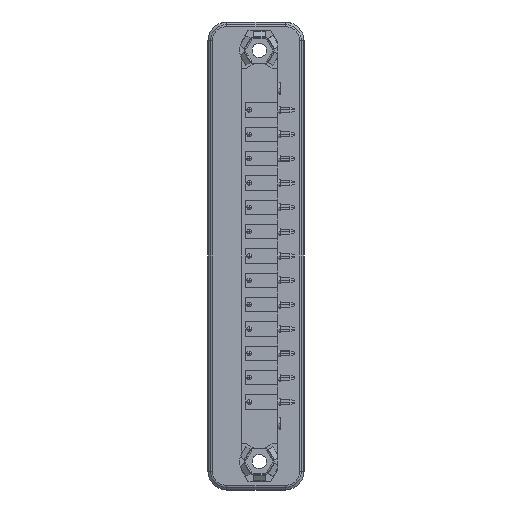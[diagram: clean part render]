
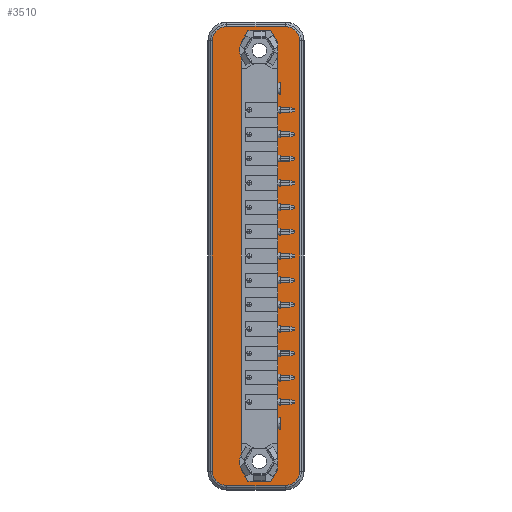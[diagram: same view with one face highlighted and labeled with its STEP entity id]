
A CAD part, left-side view. The second image highlights one B-rep face of the part: STEP entity #3510.
In plain terms, the highlighted planar face has unit normal (-1, 0, 0).
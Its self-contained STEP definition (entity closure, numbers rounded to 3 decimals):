
#3510=ADVANCED_FACE('',(#7282,#7283),#7284,.T.);
#7282=FACE_OUTER_BOUND('',#11267,.T.);
#7283=FACE_BOUND('',#11268,.T.);
#7284=PLANE('',#11269);
#11267=EDGE_LOOP('',(#21183,#21184,#21185,#21186,#21187,#21188,#21189,#21190));
#11268=EDGE_LOOP('',(#21191,#21192,#21193,#21194,#21195,#21196,#21197,#21198,#21199,#21200,#21201,#21202));
#11269=AXIS2_PLACEMENT_3D('',#21203,#21204,#21205);
#21183=ORIENTED_EDGE('',*,*,#24875,.F.);
#21184=ORIENTED_EDGE('',*,*,#26740,.F.);
#21185=ORIENTED_EDGE('',*,*,#24257,.F.);
#21186=ORIENTED_EDGE('',*,*,#25316,.F.);
#21187=ORIENTED_EDGE('',*,*,#25580,.T.);
#21188=ORIENTED_EDGE('',*,*,#26668,.T.);
#21189=ORIENTED_EDGE('',*,*,#23281,.T.);
#21190=ORIENTED_EDGE('',*,*,#26741,.T.);
#21191=ORIENTED_EDGE('',*,*,#26600,.T.);
#21192=ORIENTED_EDGE('',*,*,#23821,.F.);
#21193=ORIENTED_EDGE('',*,*,#23443,.F.);
#21194=ORIENTED_EDGE('',*,*,#26201,.F.);
#21195=ORIENTED_EDGE('',*,*,#26242,.F.);
#21196=ORIENTED_EDGE('',*,*,#23038,.T.);
#21197=ORIENTED_EDGE('',*,*,#26742,.T.);
#21198=ORIENTED_EDGE('',*,*,#24749,.F.);
#21199=ORIENTED_EDGE('',*,*,#26727,.F.);
#21200=ORIENTED_EDGE('',*,*,#23647,.F.);
#21201=ORIENTED_EDGE('',*,*,#25155,.F.);
#21202=ORIENTED_EDGE('',*,*,#23794,.F.);
#21203=CARTESIAN_POINT('',(-1.158,13.348,-70.79));
#21204=DIRECTION('',(-1.0,0.0,0.0));
#21205=DIRECTION('',(0.0,0.0,1.0));
#23038=EDGE_CURVE('',#27386,#27391,#27393,.T.);
#23281=EDGE_CURVE('',#27812,#27813,#27814,.T.);
#23443=EDGE_CURVE('',#28079,#28075,#28081,.T.);
#23647=EDGE_CURVE('',#28424,#28425,#28426,.T.);
#23794=EDGE_CURVE('',#28664,#28665,#28666,.T.);
#23821=EDGE_CURVE('',#28075,#28708,#28710,.T.);
#24257=EDGE_CURVE('',#29391,#29394,#29395,.T.);
#24749=EDGE_CURVE('',#30144,#30145,#30146,.T.);
#24875=EDGE_CURVE('',#30323,#30324,#30325,.T.);
#25155=EDGE_CURVE('',#28665,#28424,#30732,.T.);
#25316=EDGE_CURVE('',#30945,#29391,#30947,.T.);
#25580=EDGE_CURVE('',#30945,#31292,#31294,.T.);
#26201=EDGE_CURVE('',#32034,#28079,#32036,.T.);
#26242=EDGE_CURVE('',#27386,#32034,#32083,.T.);
#26600=EDGE_CURVE('',#28664,#28708,#32480,.T.);
#26668=EDGE_CURVE('',#31292,#27812,#32555,.T.);
#26727=EDGE_CURVE('',#28425,#30144,#32614,.T.);
#26740=EDGE_CURVE('',#29394,#30323,#32627,.T.);
#26741=EDGE_CURVE('',#27813,#30324,#32628,.T.);
#26742=EDGE_CURVE('',#27391,#30145,#32629,.T.);
#27386=VERTEX_POINT('',#33415);
#27391=VERTEX_POINT('',#33421);
#27393=CIRCLE('',#33424,4.1);
#27812=VERTEX_POINT('',#33985);
#27813=VERTEX_POINT('',#33986);
#27814=LINE('',#33987,#33988);
#28075=VERTEX_POINT('',#34445);
#28079=VERTEX_POINT('',#34451);
#28081=LINE('',#34454,#34455);
#28424=VERTEX_POINT('',#34962);
#28425=VERTEX_POINT('',#34963);
#28426=LINE('',#34964,#34965);
#28664=VERTEX_POINT('',#35291);
#28665=VERTEX_POINT('',#35292);
#28666=LINE('',#35293,#35294);
#28708=VERTEX_POINT('',#35349);
#28710=LINE('',#35352,#35353);
#29391=VERTEX_POINT('',#36326);
#29394=VERTEX_POINT('',#36330);
#29395=LINE('',#36331,#36332);
#30144=VERTEX_POINT('',#37344);
#30145=VERTEX_POINT('',#37345);
#30146=CIRCLE('',#37346,4.1);
#30323=VERTEX_POINT('',#37601);
#30324=VERTEX_POINT('',#37602);
#30325=LINE('',#37603,#37604);
#30732=LINE('',#38191,#38192);
#30945=VERTEX_POINT('',#38509);
#30947=CIRCLE('',#38512,3.0);
#31292=VERTEX_POINT('',#39023);
#31294=LINE('',#39026,#39027);
#32034=VERTEX_POINT('',#40124);
#32036=LINE('',#40127,#40128);
#32083=LINE('',#40192,#40193);
#32480=LINE('',#40757,#40758);
#32555=CIRCLE('',#40856,3.0);
#32614=LINE('',#40925,#40926);
#32627=CIRCLE('',#40943,3.0);
#32628=CIRCLE('',#40944,3.0);
#32629=LINE('',#40945,#40946);
#33415=CARTESIAN_POINT('',(-1.158,13.048,-88.314));
#33421=CARTESIAN_POINT('',(-1.158,13.048,-85.236));
#33424=AXIS2_PLACEMENT_3D('',#41534,#41535,#41536);
#33985=CARTESIAN_POINT('',(-1.158,16.048,-91.775));
#33986=CARTESIAN_POINT('',(-1.158,3.848,-91.775));
#33987=CARTESIAN_POINT('',(-1.158,-32.395,-91.775));
#33988=VECTOR('',#41826,1.0);
#34445=CARTESIAN_POINT('',(-1.158,6.863,-90.905));
#34451=CARTESIAN_POINT('',(-1.158,11.632,-90.905));
#34454=CARTESIAN_POINT('',(-1.158,-32.395,-90.905));
#34455=VECTOR('',#42002,1.0);
#34962=CARTESIAN_POINT('',(-1.158,11.632,3.155));
#34963=CARTESIAN_POINT('',(-1.158,13.048,0.703));
#34964=CARTESIAN_POINT('',(-1.158,21.187,-13.395));
#34965=VECTOR('',#42227,1.0);
#35291=CARTESIAN_POINT('',(-1.158,5.378,0.582));
#35292=CARTESIAN_POINT('',(-1.158,6.863,3.155));
#35293=CARTESIAN_POINT('',(-1.158,-2.692,-13.395));
#35294=VECTOR('',#42409,1.0);
#35349=CARTESIAN_POINT('',(-1.158,5.378,-88.332));
#35352=CARTESIAN_POINT('',(-1.158,-5.625,-69.275));
#35353=VECTOR('',#42448,1.0);
#36326=CARTESIAN_POINT('',(-1.158,16.048,4.025));
#36330=CARTESIAN_POINT('',(-1.158,3.848,4.025));
#36331=CARTESIAN_POINT('',(-1.158,-32.395,4.025));
#36332=VECTOR('',#42925,1.0);
#37344=CARTESIAN_POINT('',(-1.158,13.048,0.564));
#37345=CARTESIAN_POINT('',(-1.158,13.048,-2.514));
#37346=AXIS2_PLACEMENT_3D('',#43576,#43577,#43578);
#37601=CARTESIAN_POINT('',(-1.158,0.848,1.025));
#37602=CARTESIAN_POINT('',(-1.158,0.848,-88.775));
#37603=CARTESIAN_POINT('',(-1.158,0.848,-69.275));
#37604=VECTOR('',#43717,1.0);
#38191=CARTESIAN_POINT('',(-1.158,-32.395,3.155));
#38192=VECTOR('',#44036,1.0);
#38509=CARTESIAN_POINT('',(-1.158,19.048,1.025));
#38512=AXIS2_PLACEMENT_3D('',#44187,#44188,#44189);
#39023=CARTESIAN_POINT('',(-1.158,19.048,-88.775));
#39026=CARTESIAN_POINT('',(-1.158,19.048,-67.76));
#39027=VECTOR('',#44441,1.0);
#40124=CARTESIAN_POINT('',(-1.158,13.048,-88.453));
#40127=CARTESIAN_POINT('',(-1.158,24.12,-69.275));
#40128=VECTOR('',#45010,1.0);
#40192=CARTESIAN_POINT('',(-1.158,13.048,-69.275));
#40193=VECTOR('',#45043,1.0);
#40757=CARTESIAN_POINT('',(-1.158,5.378,-64.195));
#40758=VECTOR('',#45316,1.0);
#40856=AXIS2_PLACEMENT_3D('',#45364,#45365,#45366);
#40925=CARTESIAN_POINT('',(-1.158,13.048,-13.395));
#40926=VECTOR('',#45401,1.0);
#40943=AXIS2_PLACEMENT_3D('',#45412,#45413,#45414);
#40944=AXIS2_PLACEMENT_3D('',#45415,#45416,#45417);
#40945=CARTESIAN_POINT('',(-1.158,13.048,-69.275));
#40946=VECTOR('',#45418,1.0);
#41534=CARTESIAN_POINT('',(-1.158,9.248,-86.775));
#41535=DIRECTION('',(1.0,0.0,0.0));
#41536=DIRECTION('',(0.0,0.,-1.0));
#41826=DIRECTION('',(0.0,-1.0,0.0));
#42002=DIRECTION('',(0.0,-1.0,0.));
#42227=DIRECTION('',(0.0,0.5,-0.866));
#42409=DIRECTION('',(0.0,0.5,0.866));
#42448=DIRECTION('',(0.0,-0.5,0.866));
#42925=DIRECTION('',(0.0,-1.0,0.0));
#43576=CARTESIAN_POINT('',(-1.158,9.248,-0.975));
#43577=DIRECTION('',(-1.0,0.0,0.0));
#43578=DIRECTION('',(0.0,0.,1.0));
#43717=DIRECTION('',(0.0,0.0,-1.0));
#44036=DIRECTION('',(0.0,1.0,0.));
#44187=CARTESIAN_POINT('',(-1.158,16.048,1.025));
#44188=DIRECTION('',(1.0,0.0,0.0));
#44189=DIRECTION('',(0.0,-1.0,0.0));
#44441=DIRECTION('',(0.0,0.0,-1.0));
#45010=DIRECTION('',(0.0,-0.5,-0.866));
#45043=DIRECTION('',(0.0,0.,-1.0));
#45316=DIRECTION('',(0.0,0.0,-1.0));
#45364=CARTESIAN_POINT('',(-1.158,16.048,-88.775));
#45365=DIRECTION('',(-1.0,0.0,0.0));
#45366=DIRECTION('',(0.0,-1.0,0.0));
#45401=DIRECTION('',(0.0,0.,-1.0));
#45412=CARTESIAN_POINT('',(-1.158,3.848,1.025));
#45413=DIRECTION('',(1.0,0.0,0.0));
#45414=DIRECTION('',(0.0,-1.0,0.0));
#45415=CARTESIAN_POINT('',(-1.158,3.848,-88.775));
#45416=DIRECTION('',(-1.0,0.0,0.0));
#45417=DIRECTION('',(0.0,-1.0,0.0));
#45418=DIRECTION('',(0.0,0.0,1.0));
